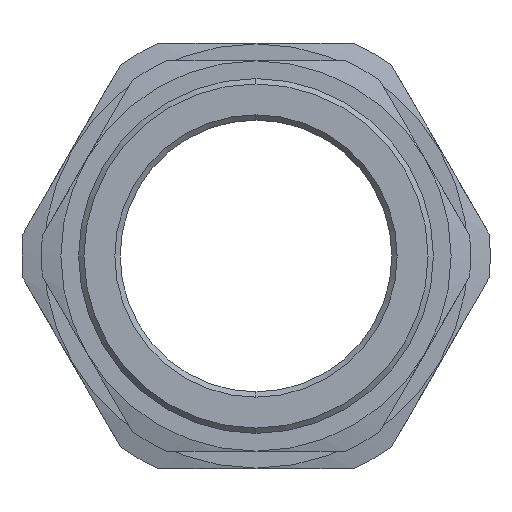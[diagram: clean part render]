
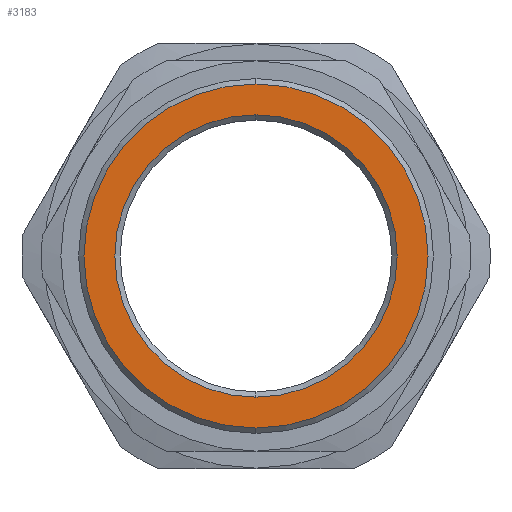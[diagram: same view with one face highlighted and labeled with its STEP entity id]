
A CAD part, left-side view. The second image highlights one B-rep face of the part: STEP entity #3183.
In plain terms, the highlighted planar face has unit normal (-1, 0, 0).
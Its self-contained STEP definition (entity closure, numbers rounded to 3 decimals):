
#144 = AXIS2_PLACEMENT_3D ( 'NONE', #4028, #1257, #194 ) ;
#194 = DIRECTION ( 'NONE',  ( 0., 0., -1. ) ) ;
#207 = EDGE_CURVE ( 'NONE', #930, #1208, #682, .T. ) ;
#223 = CARTESIAN_POINT ( 'NONE',  ( 0., 0., 0. ) ) ;
#309 = CARTESIAN_POINT ( 'NONE',  ( 0., 0., 24.25 ) ) ;
#428 = PLANE ( 'NONE',  #2426 ) ;
#579 = ORIENTED_EDGE ( 'NONE', *, *, #207, .T. ) ;
#629 = ORIENTED_EDGE ( 'NONE', *, *, #2831, .T. ) ;
#682 = CIRCLE ( 'NONE', #144, 19.9 ) ;
#930 = VERTEX_POINT ( 'NONE', #3901 ) ;
#977 = EDGE_LOOP ( 'NONE', ( #579, #3116 ) ) ;
#978 = CIRCLE ( 'NONE', #4473, 24.25 ) ;
#1208 = VERTEX_POINT ( 'NONE', #4373 ) ;
#1257 = DIRECTION ( 'NONE',  ( 1., 0., 0. ) ) ;
#1503 = FACE_OUTER_BOUND ( 'NONE', #2374, .T. ) ;
#1589 = CARTESIAN_POINT ( 'NONE',  ( 0., 0., 0. ) ) ;
#1949 = DIRECTION ( 'NONE',  ( -1., 0., 0. ) ) ;
#2374 = EDGE_LOOP ( 'NONE', ( #4487, #629 ) ) ;
#2389 = EDGE_CURVE ( 'NONE', #1208, #930, #2592, .T. ) ;
#2426 = AXIS2_PLACEMENT_3D ( 'NONE', #4269, #3548, #2521 ) ;
#2521 = DIRECTION ( 'NONE',  ( 0., 0., -1. ) ) ;
#2554 = VERTEX_POINT ( 'NONE', #309 ) ;
#2592 = CIRCLE ( 'NONE', #4265, 19.9 ) ;
#2654 = VERTEX_POINT ( 'NONE', #4246 ) ;
#2831 = EDGE_CURVE ( 'NONE', #2554, #2654, #978, .T. ) ;
#2938 = DIRECTION ( 'NONE',  ( -1., 0., 0. ) ) ;
#3116 = ORIENTED_EDGE ( 'NONE', *, *, #2389, .T. ) ;
#3183 = ADVANCED_FACE ( 'NONE', ( #1503, #4465 ), #428, .F. ) ;
#3210 = DIRECTION ( 'NONE',  ( 0., 0., -1. ) ) ;
#3548 = DIRECTION ( 'NONE',  ( 1., 0., 0. ) ) ;
#3901 = CARTESIAN_POINT ( 'NONE',  ( 0., 0., 19.9 ) ) ;
#3958 = CARTESIAN_POINT ( 'NONE',  ( 0., 0., 0. ) ) ;
#4020 = EDGE_CURVE ( 'NONE', #2654, #2554, #4093, .T. ) ;
#4028 = CARTESIAN_POINT ( 'NONE',  ( 0., 0., 0. ) ) ;
#4040 = DIRECTION ( 'NONE',  ( 0., 0., -1. ) ) ;
#4093 = CIRCLE ( 'NONE', #4114, 24.25 ) ;
#4114 = AXIS2_PLACEMENT_3D ( 'NONE', #3958, #2938, #3210 ) ;
#4246 = CARTESIAN_POINT ( 'NONE',  ( 0., 0., -24.25 ) ) ;
#4265 = AXIS2_PLACEMENT_3D ( 'NONE', #223, #4458, #4402 ) ;
#4269 = CARTESIAN_POINT ( 'NONE',  ( 0., 0., 0. ) ) ;
#4373 = CARTESIAN_POINT ( 'NONE',  ( 0., 0., -19.9 ) ) ;
#4402 = DIRECTION ( 'NONE',  ( 0., 0., -1. ) ) ;
#4458 = DIRECTION ( 'NONE',  ( 1., 0., 0. ) ) ;
#4465 = FACE_BOUND ( 'NONE', #977, .T. ) ;
#4473 = AXIS2_PLACEMENT_3D ( 'NONE', #1589, #1949, #4040 ) ;
#4487 = ORIENTED_EDGE ( 'NONE', *, *, #4020, .T. ) ;
